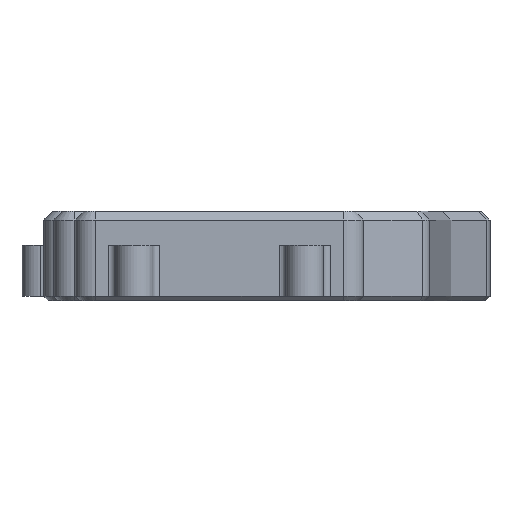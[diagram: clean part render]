
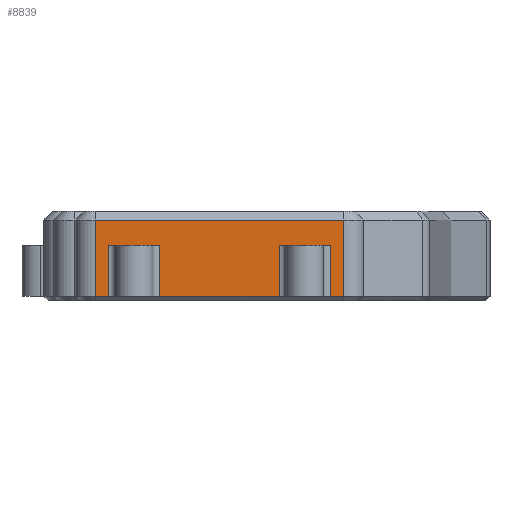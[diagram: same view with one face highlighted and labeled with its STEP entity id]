
A CAD part, left-side view. The second image highlights one B-rep face of the part: STEP entity #8839.
In plain terms, the highlighted planar face has unit normal (-1, 0, 0).
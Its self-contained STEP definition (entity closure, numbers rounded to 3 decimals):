
#232=FACE_OUTER_BOUND('',#722,.T.);
#722=EDGE_LOOP('',(#6104,#6105,#6106,#6107,#6108,#6109,#6110,#6111,#6112,
#6113,#6114,#6115));
#1361=LINE('',#12326,#2490);
#1367=LINE('',#12356,#2496);
#1547=LINE('',#12822,#2676);
#1548=LINE('',#12825,#2677);
#1549=LINE('',#12827,#2678);
#1550=LINE('',#12829,#2679);
#1551=LINE('',#12831,#2680);
#1552=LINE('',#12833,#2681);
#1553=LINE('',#12834,#2682);
#1554=LINE('',#12836,#2683);
#1555=LINE('',#12838,#2684);
#1556=LINE('',#12839,#2685);
#2490=VECTOR('',#9918,10.);
#2496=VECTOR('',#9944,10.);
#2676=VECTOR('',#10292,10.);
#2677=VECTOR('',#10295,10.);
#2678=VECTOR('',#10296,10.);
#2679=VECTOR('',#10297,10.);
#2680=VECTOR('',#10298,10.);
#2681=VECTOR('',#10299,10.);
#2682=VECTOR('',#10300,10.);
#2683=VECTOR('',#10301,10.);
#2684=VECTOR('',#10302,10.);
#2685=VECTOR('',#10303,10.);
#3621=VERTEX_POINT('',#12323);
#3622=VERTEX_POINT('',#12325);
#3635=VERTEX_POINT('',#12353);
#3636=VERTEX_POINT('',#12355);
#3838=VERTEX_POINT('',#12819);
#3839=VERTEX_POINT('',#12824);
#3840=VERTEX_POINT('',#12826);
#3841=VERTEX_POINT('',#12828);
#3842=VERTEX_POINT('',#12830);
#3843=VERTEX_POINT('',#12832);
#3844=VERTEX_POINT('',#12835);
#3845=VERTEX_POINT('',#12837);
#4483=EDGE_CURVE('',#3622,#3621,#1361,.T.);
#4497=EDGE_CURVE('',#3636,#3635,#1367,.T.);
#4731=EDGE_CURVE('',#3636,#3838,#1547,.T.);
#4732=EDGE_CURVE('',#3621,#3839,#1548,.T.);
#4733=EDGE_CURVE('',#3840,#3839,#1549,.T.);
#4734=EDGE_CURVE('',#3840,#3841,#1550,.T.);
#4735=EDGE_CURVE('',#3842,#3841,#1551,.T.);
#4736=EDGE_CURVE('',#3843,#3842,#1552,.T.);
#4737=EDGE_CURVE('',#3838,#3843,#1553,.T.);
#4738=EDGE_CURVE('',#3635,#3844,#1554,.T.);
#4739=EDGE_CURVE('',#3845,#3844,#1555,.T.);
#4740=EDGE_CURVE('',#3622,#3845,#1556,.T.);
#6104=ORIENTED_EDGE('',*,*,#4732,.T.);
#6105=ORIENTED_EDGE('',*,*,#4733,.F.);
#6106=ORIENTED_EDGE('',*,*,#4734,.T.);
#6107=ORIENTED_EDGE('',*,*,#4735,.F.);
#6108=ORIENTED_EDGE('',*,*,#4736,.F.);
#6109=ORIENTED_EDGE('',*,*,#4737,.F.);
#6110=ORIENTED_EDGE('',*,*,#4731,.F.);
#6111=ORIENTED_EDGE('',*,*,#4497,.T.);
#6112=ORIENTED_EDGE('',*,*,#4738,.T.);
#6113=ORIENTED_EDGE('',*,*,#4739,.F.);
#6114=ORIENTED_EDGE('',*,*,#4740,.F.);
#6115=ORIENTED_EDGE('',*,*,#4483,.T.);
#8463=PLANE('',#9366);
#8839=ADVANCED_FACE('',(#232),#8463,.T.);
#9366=AXIS2_PLACEMENT_3D('',#12823,#10293,#10294);
#9918=DIRECTION('',(0.,-1.,0.));
#9944=DIRECTION('',(0.,-1.,0.));
#10292=DIRECTION('',(0.,0.,-1.));
#10293=DIRECTION('center_axis',(-1.,0.,0.));
#10294=DIRECTION('ref_axis',(0.,-1.,0.));
#10295=DIRECTION('',(0.,0.,-1.));
#10296=DIRECTION('',(0.,1.,0.));
#10297=DIRECTION('',(0.,0.,1.));
#10298=DIRECTION('',(0.,-1.,0.));
#10299=DIRECTION('',(0.,0.,1.));
#10300=DIRECTION('',(0.,1.,0.));
#10301=DIRECTION('',(0.,0.,-1.));
#10302=DIRECTION('',(0.,1.,0.));
#10303=DIRECTION('',(0.,0.,-1.));
#12323=CARTESIAN_POINT('',(-117.,-55.125,1.4));
#12325=CARTESIAN_POINT('',(-117.,-43.725,1.4));
#12326=CARTESIAN_POINT('',(-117.,-26.113,1.4));
#12353=CARTESIAN_POINT('',(-117.,-17.125,1.4));
#12355=CARTESIAN_POINT('',(-117.,-5.725,1.4));
#12356=CARTESIAN_POINT('',(-117.,-7.113,1.4));
#12819=CARTESIAN_POINT('',(-117.,-5.725,-10.));
#12822=CARTESIAN_POINT('',(-117.,-5.725,0.));
#12823=CARTESIAN_POINT('Origin',(-117.,-2.8,0.));
#12824=CARTESIAN_POINT('',(-117.,-55.125,-10.));
#12825=CARTESIAN_POINT('',(-117.,-55.125,0.));
#12826=CARTESIAN_POINT('',(-117.,-58.05,-10.));
#12827=CARTESIAN_POINT('',(-117.,-21.899,-10.));
#12828=CARTESIAN_POINT('',(-117.,-58.05,7.));
#12829=CARTESIAN_POINT('',(-117.,-58.05,0.));
#12830=CARTESIAN_POINT('',(-117.,-2.8,7.));
#12831=CARTESIAN_POINT('',(-117.,-21.899,7.));
#12832=CARTESIAN_POINT('',(-117.,-2.8,-10.));
#12833=CARTESIAN_POINT('',(-117.,-2.8,0.));
#12834=CARTESIAN_POINT('',(-117.,-21.899,-10.));
#12835=CARTESIAN_POINT('',(-117.,-17.125,-10.));
#12836=CARTESIAN_POINT('',(-117.,-17.125,0.));
#12837=CARTESIAN_POINT('',(-117.,-43.725,-10.));
#12838=CARTESIAN_POINT('',(-117.,-21.899,-10.));
#12839=CARTESIAN_POINT('',(-117.,-43.725,0.));
